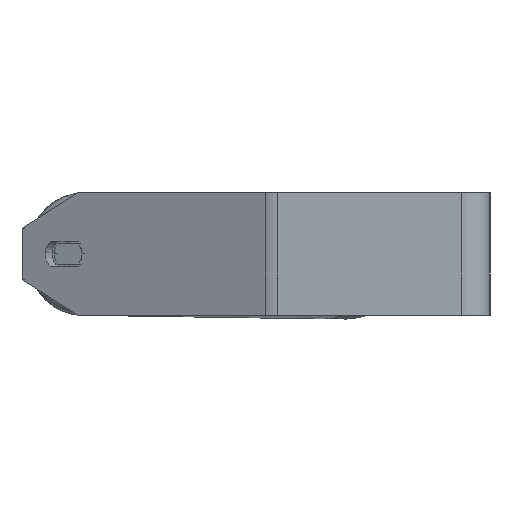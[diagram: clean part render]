
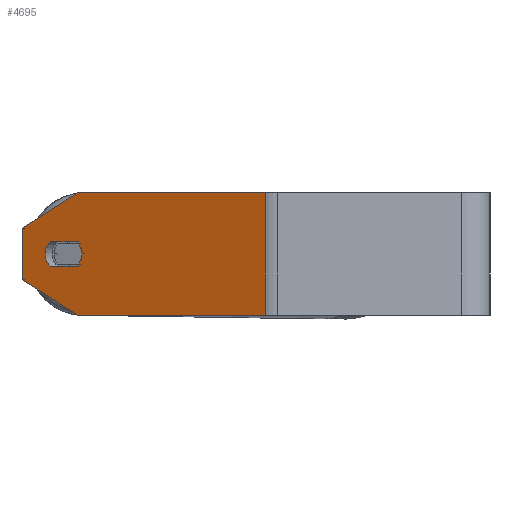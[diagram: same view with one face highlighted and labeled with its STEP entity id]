
A CAD part, left-side view. The second image highlights one B-rep face of the part: STEP entity #4695.
In plain terms, the highlighted planar face has unit normal (-0.906, 0.423, 0).
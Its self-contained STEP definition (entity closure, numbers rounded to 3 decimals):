
#90 = VECTOR ( 'NONE', #5669, 1000. ) ;
#302 = EDGE_CURVE ( 'NONE', #2724, #6538, #7924, .T. ) ;
#327 = VECTOR ( 'NONE', #7497, 1000. ) ;
#398 = EDGE_CURVE ( 'NONE', #8548, #4431, #2753, .T. ) ;
#465 = CARTESIAN_POINT ( 'NONE',  ( -453.559, 207.058, 0. ) ) ;
#503 = CARTESIAN_POINT ( 'NONE',  ( -442.993, 229.715, 12.679 ) ) ;
#695 = EDGE_CURVE ( 'NONE', #4407, #8548, #6272, .T. ) ;
#742 = ORIENTED_EDGE ( 'NONE', *, *, #2572, .F. ) ;
#916 = AXIS2_PLACEMENT_3D ( 'NONE', #7818, #7719, #3795 ) ;
#1104 = ORIENTED_EDGE ( 'NONE', *, *, #695, .F. ) ;
#1149 = ORIENTED_EDGE ( 'NONE', *, *, #1625, .T. ) ;
#1205 = CARTESIAN_POINT ( 'NONE',  ( -498.688, 110.277, 30. ) ) ;
#1351 = CIRCLE ( 'NONE', #916, 7.5 ) ;
#1430 = DIRECTION ( 'NONE',  ( -0.423, -0.906, 0. ) ) ;
#1477 = EDGE_LOOP ( 'NONE', ( #7632, #742, #6734, #1104, #5811 ) ) ;
#1493 = EDGE_CURVE ( 'NONE', #8684, #6286, #4928, .T. ) ;
#1497 = LINE ( 'NONE', #8528, #90 ) ;
#1550 = VECTOR ( 'NONE', #6711, 1000. ) ;
#1625 = EDGE_CURVE ( 'NONE', #4734, #5976, #3192, .T. ) ;
#1843 = DIRECTION ( 'NONE',  ( 0.906, -0.423, 0. ) ) ;
#1922 = VECTOR ( 'NONE', #3448, 1000. ) ;
#1986 = AXIS2_PLACEMENT_3D ( 'NONE', #465, #3183, #7666 ) ;
#2010 = ORIENTED_EDGE ( 'NONE', *, *, #4680, .T. ) ;
#2422 = CIRCLE ( 'NONE', #1986, 7.5 ) ;
#2439 = FACE_BOUND ( 'NONE', #1477, .T. ) ;
#2572 = EDGE_CURVE ( 'NONE', #4431, #2724, #1351, .T. ) ;
#2691 = ORIENTED_EDGE ( 'NONE', *, *, #7350, .F. ) ;
#2724 = VERTEX_POINT ( 'NONE', #6885 ) ;
#2753 = LINE ( 'NONE', #8096, #7972 ) ;
#3092 = DIRECTION ( 'NONE',  ( 0., 0., -1. ) ) ;
#3138 = CARTESIAN_POINT ( 'NONE',  ( -442.993, 229.715, 30. ) ) ;
#3181 = AXIS2_PLACEMENT_3D ( 'NONE', #3434, #6138, #6840 ) ;
#3183 = DIRECTION ( 'NONE',  ( -0.906, 0.423, 0. ) ) ;
#3192 = LINE ( 'NONE', #4378, #7423 ) ;
#3311 = CARTESIAN_POINT ( 'NONE',  ( -455.461, 202.979, 6. ) ) ;
#3434 = CARTESIAN_POINT ( 'NONE',  ( -453.559, 207.058, 0. ) ) ;
#3448 = DIRECTION ( 'NONE',  ( 0.366, 0.785, -0.5 ) ) ;
#3599 = LINE ( 'NONE', #8219, #6634 ) ;
#3743 = CARTESIAN_POINT ( 'NONE',  ( -455.461, 202.979, -6. ) ) ;
#3795 = DIRECTION ( 'NONE',  ( 0.423, 0.906, 0. ) ) ;
#4166 = CARTESIAN_POINT ( 'NONE',  ( -442.993, 229.715, -12.679 ) ) ;
#4200 = AXIS2_PLACEMENT_3D ( 'NONE', #3138, #1843, #7243 ) ;
#4360 = CARTESIAN_POINT ( 'NONE',  ( -456.728, 200.26, 0. ) ) ;
#4378 = CARTESIAN_POINT ( 'NONE',  ( -455.672, 202.526, -30. ) ) ;
#4407 = VERTEX_POINT ( 'NONE', #4360 ) ;
#4431 = VERTEX_POINT ( 'NONE', #5040 ) ;
#4579 = LINE ( 'NONE', #1205, #1550 ) ;
#4680 = EDGE_CURVE ( 'NONE', #6286, #4734, #7107, .T. ) ;
#4695 = ADVANCED_FACE ( 'NONE', ( #2439, #5131 ), #7808, .F. ) ;
#4734 = VERTEX_POINT ( 'NONE', #4166 ) ;
#4853 = EDGE_CURVE ( 'NONE', #8684, #5298, #1497, .T. ) ;
#4928 = LINE ( 'NONE', #5573, #1922 ) ;
#5040 = CARTESIAN_POINT ( 'NONE',  ( -449.544, 215.668, 6. ) ) ;
#5131 = FACE_OUTER_BOUND ( 'NONE', #5219, .T. ) ;
#5217 = CARTESIAN_POINT ( 'NONE',  ( -442.993, 229.715, 30. ) ) ;
#5219 = EDGE_LOOP ( 'NONE', ( #2010, #1149, #6204, #2691, #5957, #7127 ) ) ;
#5298 = VERTEX_POINT ( 'NONE', #6854 ) ;
#5428 = CARTESIAN_POINT ( 'NONE',  ( -455.672, 202.526, -30. ) ) ;
#5573 = CARTESIAN_POINT ( 'NONE',  ( -442.993, 229.715, 12.679 ) ) ;
#5669 = DIRECTION ( 'NONE',  ( -0.423, -0.906, 0. ) ) ;
#5811 = ORIENTED_EDGE ( 'NONE', *, *, #8505, .F. ) ;
#5828 = DIRECTION ( 'NONE',  ( 0.423, 0.906, 0. ) ) ;
#5957 = ORIENTED_EDGE ( 'NONE', *, *, #4853, .F. ) ;
#5976 = VERTEX_POINT ( 'NONE', #5428 ) ;
#6108 = EDGE_CURVE ( 'NONE', #5976, #6984, #3599, .T. ) ;
#6138 = DIRECTION ( 'NONE',  ( -0.906, 0.423, 0. ) ) ;
#6204 = ORIENTED_EDGE ( 'NONE', *, *, #6108, .T. ) ;
#6272 = CIRCLE ( 'NONE', #3181, 7.5 ) ;
#6286 = VERTEX_POINT ( 'NONE', #503 ) ;
#6538 = VERTEX_POINT ( 'NONE', #3743 ) ;
#6565 = CARTESIAN_POINT ( 'NONE',  ( -498.688, 110.277, -30. ) ) ;
#6634 = VECTOR ( 'NONE', #1430, 1000. ) ;
#6711 = DIRECTION ( 'NONE',  ( 0., 0., -1. ) ) ;
#6734 = ORIENTED_EDGE ( 'NONE', *, *, #398, .F. ) ;
#6840 = DIRECTION ( 'NONE',  ( -0.423, -0.906, 0. ) ) ;
#6854 = CARTESIAN_POINT ( 'NONE',  ( -498.688, 110.277, 30. ) ) ;
#6885 = CARTESIAN_POINT ( 'NONE',  ( -449.544, 215.668, -6. ) ) ;
#6984 = VERTEX_POINT ( 'NONE', #6565 ) ;
#7107 = LINE ( 'NONE', #5217, #8021 ) ;
#7127 = ORIENTED_EDGE ( 'NONE', *, *, #1493, .T. ) ;
#7164 = DIRECTION ( 'NONE',  ( -0.366, -0.785, -0.5 ) ) ;
#7243 = DIRECTION ( 'NONE',  ( 0.423, 0.906, 0. ) ) ;
#7350 = EDGE_CURVE ( 'NONE', #5298, #6984, #4579, .T. ) ;
#7423 = VECTOR ( 'NONE', #7164, 1000. ) ;
#7497 = DIRECTION ( 'NONE',  ( -0.423, -0.906, 0. ) ) ;
#7632 = ORIENTED_EDGE ( 'NONE', *, *, #302, .F. ) ;
#7666 = DIRECTION ( 'NONE',  ( -0.423, -0.906, 0. ) ) ;
#7719 = DIRECTION ( 'NONE',  ( -0.906, 0.423, 0. ) ) ;
#7808 = PLANE ( 'NONE',  #4200 ) ;
#7818 = CARTESIAN_POINT ( 'NONE',  ( -451.446, 211.589, 0. ) ) ;
#7924 = LINE ( 'NONE', #8718, #327 ) ;
#7972 = VECTOR ( 'NONE', #5828, 1000. ) ;
#8021 = VECTOR ( 'NONE', #3092, 1000. ) ;
#8096 = CARTESIAN_POINT ( 'NONE',  ( -455.461, 202.979, 6. ) ) ;
#8219 = CARTESIAN_POINT ( 'NONE',  ( -442.993, 229.715, -30. ) ) ;
#8505 = EDGE_CURVE ( 'NONE', #6538, #4407, #2422, .T. ) ;
#8528 = CARTESIAN_POINT ( 'NONE',  ( -442.993, 229.715, 30. ) ) ;
#8548 = VERTEX_POINT ( 'NONE', #3311 ) ;
#8654 = CARTESIAN_POINT ( 'NONE',  ( -455.672, 202.526, 30. ) ) ;
#8684 = VERTEX_POINT ( 'NONE', #8654 ) ;
#8718 = CARTESIAN_POINT ( 'NONE',  ( -455.461, 202.979, -6. ) ) ;
